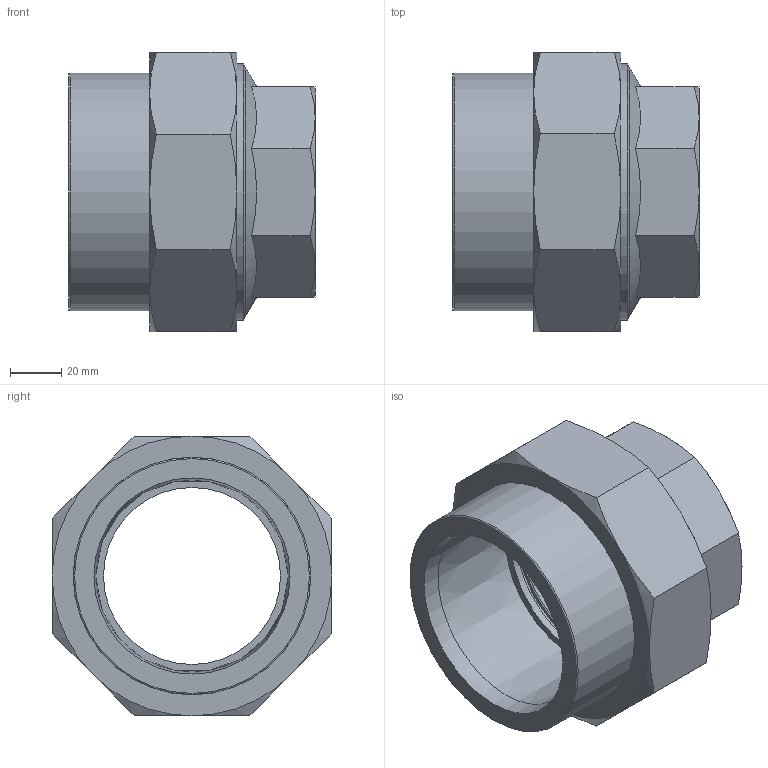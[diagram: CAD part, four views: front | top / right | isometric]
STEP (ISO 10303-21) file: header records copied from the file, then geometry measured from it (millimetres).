
FILE_DESCRIPTION(('Beschreibung'),'1');
FILE_NAME('621.54.02_75_-2_1_2.STP', '2014-09-16T05:35:34',('Author'), ('Organization'), 'KCM Version 1.1.794.0', 'Kubotek KeyCreator', 'Authorization');
FILE_SCHEMA(('CONFIG_CONTROL_DESIGN'));
Length unit declared in the file: millimetre
Bounding box: 96 x 109 x 109 mm (x, y, z)
Volume: 325407.7 mm3; surface area: 141120.2 mm2
Topology: 7 solids, 7 shells, 79 faces, 244 edges, 254 vertices
Faces by surface type: plane 31, cone 30, cylinder 16, torus 2
Full cylindrical faces by diameter (mm): 69 x1, 71.5 x1, 72.23 x1, 75 x1, 75.18 x2, 92.5 x1, 92.6 x1, 97 x1, 97.2 x1, 97.36 x3, 99.99 x3
Entity records: 2484 total; most frequent: CARTESIAN_POINT 546, DIRECTION 388, ORIENTED_EDGE 338, EDGE_CURVE 169, AXIS2_PLACEMENT_3D 139, VECTOR 110, LINE 110, VERTEX_POINT 105
